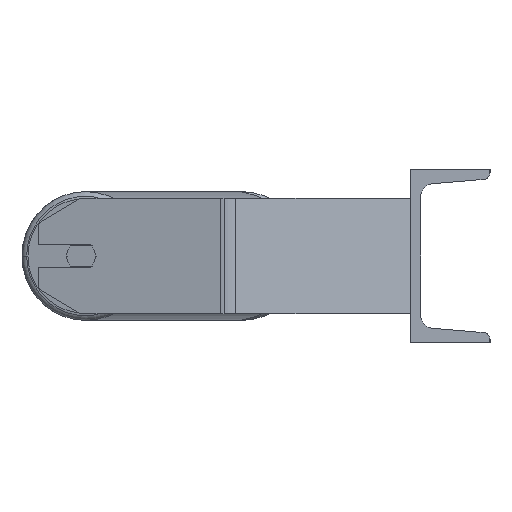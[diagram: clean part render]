
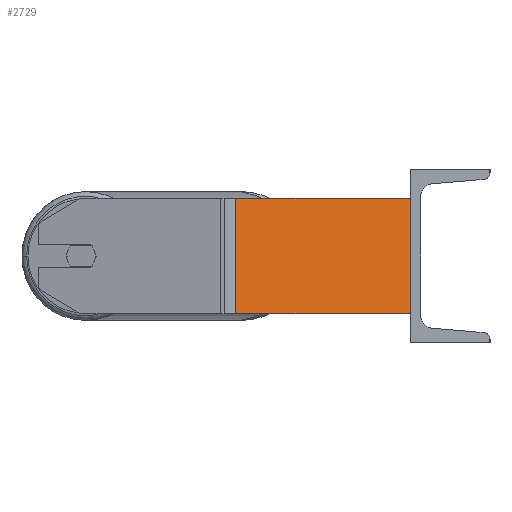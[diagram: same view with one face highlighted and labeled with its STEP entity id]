
A CAD part, left-side view. The second image highlights one B-rep face of the part: STEP entity #2729.
In plain terms, the highlighted planar face has unit normal (-0.866, -0.5, 0).
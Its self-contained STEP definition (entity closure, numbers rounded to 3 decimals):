
#79 = ORIENTED_EDGE ( 'NONE', *, *, #5861, .T. ) ;
#89 = VECTOR ( 'NONE', #7173, 1000. ) ;
#613 = ORIENTED_EDGE ( 'NONE', *, *, #5596, .T. ) ;
#797 = ORIENTED_EDGE ( 'NONE', *, *, #1286, .F. ) ;
#1258 = VERTEX_POINT ( 'NONE', #4738 ) ;
#1286 = EDGE_CURVE ( 'NONE', #8154, #5990, #6921, .T. ) ;
#1529 = ORIENTED_EDGE ( 'NONE', *, *, #8607, .F. ) ;
#1603 = CARTESIAN_POINT ( 'NONE',  ( -957.634, 125.807, 40. ) ) ;
#1790 = DIRECTION ( 'NONE',  ( -0.5, 0.866, 0. ) ) ;
#1947 = CARTESIAN_POINT ( 'NONE',  ( -885., 0., 40. ) ) ;
#2450 = CARTESIAN_POINT ( 'NONE',  ( -954.723, 120.763, 40. ) ) ;
#2729 = ADVANCED_FACE ( 'NONE', ( #8562 ), #7936, .F. ) ;
#2812 = LINE ( 'NONE', #4224, #3846 ) ;
#2946 = LINE ( 'NONE', #4279, #89 ) ;
#3846 = VECTOR ( 'NONE', #7725, 1000. ) ;
#3947 = VECTOR ( 'NONE', #8721, 1000. ) ;
#4224 = CARTESIAN_POINT ( 'NONE',  ( -957.634, 125.807, 40. ) ) ;
#4279 = CARTESIAN_POINT ( 'NONE',  ( -957.634, 125.807, -40. ) ) ;
#4735 = EDGE_LOOP ( 'NONE', ( #613, #797, #1529, #79 ) ) ;
#4738 = CARTESIAN_POINT ( 'NONE',  ( -954.723, 120.763, -40. ) ) ;
#5199 = VERTEX_POINT ( 'NONE', #7672 ) ;
#5293 = DIRECTION ( 'NONE',  ( 0., 0., -1. ) ) ;
#5343 = LINE ( 'NONE', #2450, #3947 ) ;
#5596 = EDGE_CURVE ( 'NONE', #1258, #5990, #2946, .T. ) ;
#5861 = EDGE_CURVE ( 'NONE', #5199, #1258, #5343, .T. ) ;
#5990 = VERTEX_POINT ( 'NONE', #6283 ) ;
#6283 = CARTESIAN_POINT ( 'NONE',  ( -885., 0., -40. ) ) ;
#6921 = LINE ( 'NONE', #8962, #7007 ) ;
#7007 = VECTOR ( 'NONE', #5293, 1000. ) ;
#7173 = DIRECTION ( 'NONE',  ( 0.5, -0.866, 0. ) ) ;
#7342 = DIRECTION ( 'NONE',  ( 0.866, 0.5, 0. ) ) ;
#7672 = CARTESIAN_POINT ( 'NONE',  ( -954.723, 120.763, 40. ) ) ;
#7725 = DIRECTION ( 'NONE',  ( 0.5, -0.866, 0. ) ) ;
#7936 = PLANE ( 'NONE',  #9084 ) ;
#8154 = VERTEX_POINT ( 'NONE', #1947 ) ;
#8562 = FACE_OUTER_BOUND ( 'NONE', #4735, .T. ) ;
#8607 = EDGE_CURVE ( 'NONE', #5199, #8154, #2812, .T. ) ;
#8721 = DIRECTION ( 'NONE',  ( 0., 0., -1. ) ) ;
#8962 = CARTESIAN_POINT ( 'NONE',  ( -885., 0., 40. ) ) ;
#9084 = AXIS2_PLACEMENT_3D ( 'NONE', #1603, #7342, #1790 ) ;
